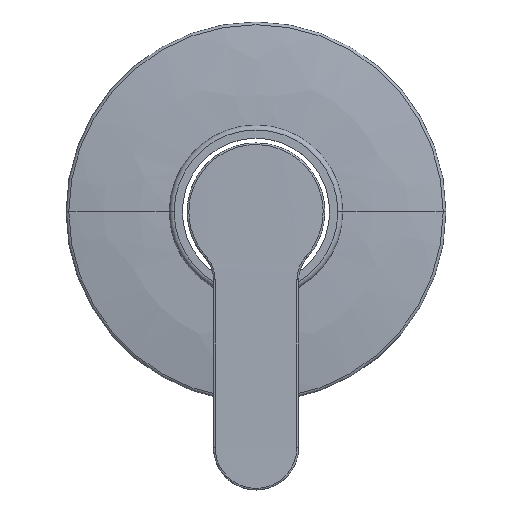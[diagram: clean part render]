
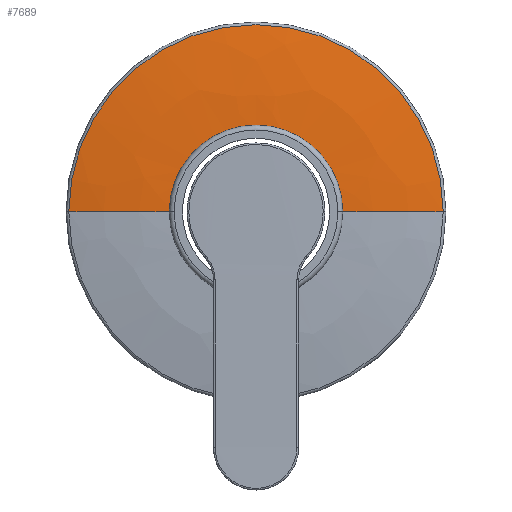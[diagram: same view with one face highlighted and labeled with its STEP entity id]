
A CAD part, top view. The second image highlights one B-rep face of the part: STEP entity #7689.
In plain terms, the highlighted free-form (B-spline) face has degree [3, 3] with [7, 4] control points.
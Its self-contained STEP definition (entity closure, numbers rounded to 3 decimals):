
#7328=CARTESIAN_POINT('',(0.,0.,-4.5));
#7329=DIRECTION('',(0.,0.,-1.));
#7330=DIRECTION('',(-1.,0.,0.));
#7331=AXIS2_PLACEMENT_3D('',#7328,#7329,#7330);
#7333=CARTESIAN_POINT('',(0.,0.,-7.351));
#7334=DIRECTION('',(0.,0.,1.));
#7335=DIRECTION('',(1.,0.,0.));
#7336=AXIS2_PLACEMENT_3D('',#7333,#7334,#7335);
#7353=CARTESIAN_POINT('',(-25.,0.,-187.5));
#7354=DIRECTION('',(0.,1.,0.));
#7355=DIRECTION('',(-0.176,0.,0.984));
#7356=AXIS2_PLACEMENT_3D('',#7353,#7354,#7355);
#7358=CARTESIAN_POINT('',(25.,0.,-187.5));
#7359=DIRECTION('',(0.,-1.,0.));
#7360=DIRECTION('',(0.176,0.,0.984));
#7361=AXIS2_PLACEMENT_3D('',#7358,#7359,#7360);
#7401=CARTESIAN_POINT('',(-25.,0.,-4.5));
#7403=VERTEX_POINT('',#7401);
#7405=CARTESIAN_POINT('',(25.,0.,-4.5));
#7407=VERTEX_POINT('',#7405);
#7417=CARTESIAN_POINT('',(-57.176,0.,-7.351));
#7418=CARTESIAN_POINT('',(57.176,0.,
-7.351));
#7419=VERTEX_POINT('',#7417);
#7420=VERTEX_POINT('',#7418);
#7651=CARTESIAN_POINT('',(-24.305,-1.529,
-4.501));
#7652=CARTESIAN_POINT('',(-35.511,-2.234,
-4.461));
#7653=CARTESIAN_POINT('',(-46.674,-2.936,
-5.452));
#7654=CARTESIAN_POINT('',(-57.698,-3.63,
-7.466));
#7655=CARTESIAN_POINT('',(-25.246,13.428,
-4.501));
#7656=CARTESIAN_POINT('',(-36.886,19.619,
-4.461));
#7657=CARTESIAN_POINT('',(-48.481,25.786,
-5.452));
#7658=CARTESIAN_POINT('',(-59.932,31.877,
-7.466));
#7659=CARTESIAN_POINT('',(-14.987,24.353,
-4.501));
#7660=CARTESIAN_POINT('',(-21.897,35.581,
-4.461));
#7661=CARTESIAN_POINT('',(-28.78,46.766,
-5.452));
#7662=CARTESIAN_POINT('',(-35.578,57.812,
-7.466));
#7663=CARTESIAN_POINT('',(0.,24.353,-4.501));
#7664=CARTESIAN_POINT('',(0.,35.581,-4.461));
#7665=CARTESIAN_POINT('',(0.,46.766,-5.452));
#7666=CARTESIAN_POINT('',(0.,57.812,-7.466));
#7667=CARTESIAN_POINT('',(14.987,24.353,-4.501));
#7668=CARTESIAN_POINT('',(21.897,35.581,-4.461));
#7669=CARTESIAN_POINT('',(28.78,46.766,-5.452));
#7670=CARTESIAN_POINT('',(35.578,57.812,-7.466));
#7671=CARTESIAN_POINT('',(25.246,13.428,-4.501));
#7672=CARTESIAN_POINT('',(36.886,19.619,-4.461));
#7673=CARTESIAN_POINT('',(48.481,25.786,-5.452));
#7674=CARTESIAN_POINT('',(59.932,31.877,-7.466));
#7675=CARTESIAN_POINT('',(24.305,-1.529,
-4.501));
#7676=CARTESIAN_POINT('',(35.511,-2.234,
-4.461));
#7677=CARTESIAN_POINT('',(46.674,-2.936,
-5.452));
#7678=CARTESIAN_POINT('',(57.698,-3.63,
-7.466));
#7679=(BOUNDED_SURFACE()B_SPLINE_SURFACE(3,3,((#7651,#7652,#7653,#7654),(#7655,
#7656,#7657,#7658),(#7659,#7660,#7661,#7662),(#7663,#7664,#7665,#7666),(#7667,
#7668,#7669,#7670),(#7671,#7672,#7673,#7674),(#7675,#7676,#7677,#7678)),
.UNSPECIFIED.,.F.,.F.,.F.)B_SPLINE_SURFACE_WITH_KNOTS((4,3,4),(4,4),(0.,1.,
2.),(0.,1.),.UNSPECIFIED.)GEOMETRIC_REPRESENTATION_ITEM()RATIONAL_B_SPLINE_SURFACE(((1.19,1.186,1.186,1.19),(
0.94,0.937,0.937,0.94),(
0.94,0.937,0.937,0.94),(
1.19,1.186,1.186,1.19),(
0.94,0.937,0.937,0.94),(
0.94,0.937,0.937,0.94),(
1.19,1.186,1.186,1.19)))REPRESENTATION_ITEM('')SURFACE());
#7681=ORIENTED_EDGE('',*,*,#7680,.F.);
#7683=ORIENTED_EDGE('',*,*,#7682,.T.);
#7684=ORIENTED_EDGE('',*,*,#7637,.F.);
#7686=ORIENTED_EDGE('',*,*,#7685,.F.);
#7687=EDGE_LOOP('',(#7681,#7683,#7684,#7686));
#7688=FACE_OUTER_BOUND('',#7687,.F.);
#7689=ADVANCED_FACE('',(#7688),#7679,.T.);
#7332=CIRCLE('',#7331,25.);
#7337=CIRCLE('',#7336,57.176);
#7357=CIRCLE('',#7356,183.);
#7362=CIRCLE('',#7361,183.);
#7637=EDGE_CURVE('',#7403,#7407,#7332,.T.);
#7680=EDGE_CURVE('',#7420,#7419,#7337,.T.);
#7682=EDGE_CURVE('',#7420,#7407,#7362,.T.);
#7685=EDGE_CURVE('',#7419,#7403,#7357,.T.);
